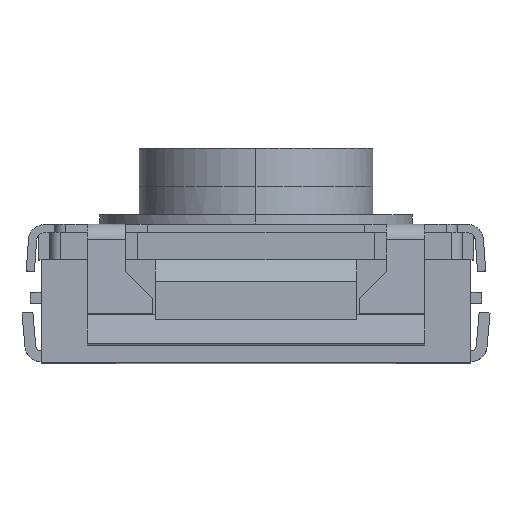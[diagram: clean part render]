
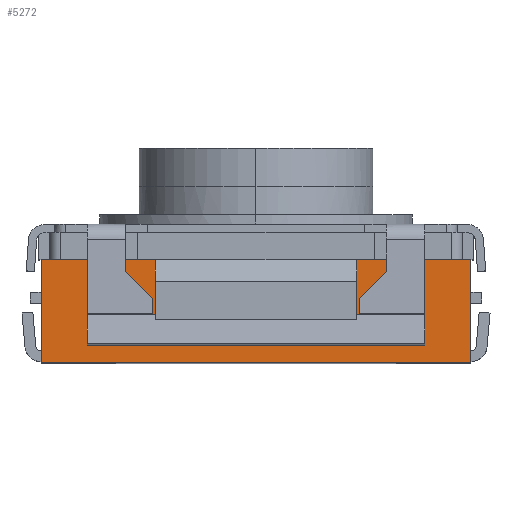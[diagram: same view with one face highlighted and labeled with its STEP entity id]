
A CAD part, top view. The second image highlights one B-rep face of the part: STEP entity #5272.
In plain terms, the highlighted planar face has unit normal (0, 0, 1).
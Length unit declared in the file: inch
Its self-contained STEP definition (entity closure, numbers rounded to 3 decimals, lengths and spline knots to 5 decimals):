
#100 = CARTESIAN_POINT ( 'NONE',  ( -0.12302, 0.0748, 0.14959 ) ) ;
#135 = VERTEX_POINT ( 'NONE', #5732 ) ;
#165 = CARTESIAN_POINT ( 'NONE',  ( -0.08563, 0.0748, 0.1496 ) ) ;
#319 = CARTESIAN_POINT ( 'NONE',  ( 0.07283, 0.0748, 0.14961 ) ) ;
#450 = VERTEX_POINT ( 'NONE', #4310 ) ;
#459 = CARTESIAN_POINT ( 'NONE',  ( -0.15551, 0.0748, 0.14961 ) ) ;
#619 = LINE ( 'NONE', #8521, #819 ) ;
#760 = ORIENTED_EDGE ( 'NONE', *, *, #1622, .F. ) ;
#819 = VECTOR ( 'NONE', #5838, 39.37008 ) ;
#849 = EDGE_CURVE ( 'NONE', #1257, #11218, #619, .T. ) ;
#921 = CARTESIAN_POINT ( 'NONE',  ( 0.08563, 0.0748, 0.1496 ) ) ;
#927 = LINE ( 'NONE', #2870, #4933 ) ;
#1077 = CARTESIAN_POINT ( 'NONE',  ( 0., 0.0748, 0.14961 ) ) ;
#1118 = VERTEX_POINT ( 'NONE', #8231 ) ;
#1186 = EDGE_LOOP ( 'NONE', ( #4816, #7339, #2056, #11239, #760, #10187, #10257, #4627, #3536, #8859, #5061, #7164 ) ) ;
#1257 = VERTEX_POINT ( 'NONE', #2792 ) ;
#1622 = EDGE_CURVE ( 'NONE', #450, #8944, #9455, .T. ) ;
#1752 = CARTESIAN_POINT ( 'NONE',  ( 0., 0.03543, 0.14961 ) ) ;
#1798 = CARTESIAN_POINT ( 'NONE',  ( -0.10432, 0.0748, 0.14959 ) ) ;
#1867 = VERTEX_POINT ( 'NONE', #2256 ) ;
#1924 = B_SPLINE_CURVE_WITH_KNOTS ( 'NONE', 3,
 ( #6312, #100, #1798, #165 ),
 .UNSPECIFIED., .F., .F.,
 ( 4, 4 ),
 ( 0., 1. ),
 .UNSPECIFIED. ) ;
#2056 = ORIENTED_EDGE ( 'NONE', *, *, #4068, .F. ) ;
#2256 = CARTESIAN_POINT ( 'NONE',  ( -0.14171, 0.0748, 0.14959 ) ) ;
#2403 = LINE ( 'NONE', #7788, #4120 ) ;
#2445 = DIRECTION ( 'NONE',  ( 0., 1., 0. ) ) ;
#2762 = B_SPLINE_CURVE_WITH_KNOTS ( 'NONE', 3,
 ( #921, #7950, #8875, #7301 ),
 .UNSPECIFIED., .F., .F.,
 ( 4, 4 ),
 ( 0., 1. ),
 .UNSPECIFIED. ) ;
#2781 = VERTEX_POINT ( 'NONE', #5623 ) ;
#2792 = CARTESIAN_POINT ( 'NONE',  ( -0.07283, 0.0748, 0.14961 ) ) ;
#2808 = LINE ( 'NONE', #7059, #9225 ) ;
#2870 = CARTESIAN_POINT ( 'NONE',  ( 0., 0.0748, 0.14961 ) ) ;
#2886 = VECTOR ( 'NONE', #9329, 39.37008 ) ;
#3103 = EDGE_CURVE ( 'NONE', #7840, #1257, #4079, .T. ) ;
#3301 = VERTEX_POINT ( 'NONE', #10605 ) ;
#3536 = ORIENTED_EDGE ( 'NONE', *, *, #11397, .F. ) ;
#4068 = EDGE_CURVE ( 'NONE', #1867, #7840, #1924, .T. ) ;
#4079 = LINE ( 'NONE', #8454, #2886 ) ;
#4103 = CARTESIAN_POINT ( 'NONE',  ( 0.15551, 0., 0.14961 ) ) ;
#4120 = VECTOR ( 'NONE', #6080, 39.37008 ) ;
#4310 = CARTESIAN_POINT ( 'NONE',  ( -0.15551, 0., 0.14961 ) ) ;
#4439 = EDGE_CURVE ( 'NONE', #3301, #4826, #2403, .T. ) ;
#4475 = CARTESIAN_POINT ( 'NONE',  ( -0.15551, 0.0748, 0.14961 ) ) ;
#4627 = ORIENTED_EDGE ( 'NONE', *, *, #11412, .F. ) ;
#4630 = DIRECTION ( 'NONE',  ( 1., 0., 0. ) ) ;
#4816 = ORIENTED_EDGE ( 'NONE', *, *, #849, .F. ) ;
#4826 = VERTEX_POINT ( 'NONE', #319 ) ;
#4933 = VECTOR ( 'NONE', #4630, 39.37008 ) ;
#4986 = CARTESIAN_POINT ( 'NONE',  ( 0., 0.0748, 0.14961 ) ) ;
#5061 = ORIENTED_EDGE ( 'NONE', *, *, #4439, .F. ) ;
#5114 = VECTOR ( 'NONE', #8894, 39.37008 ) ;
#5272 = ADVANCED_FACE ( 'NONE', ( #5742 ), #11044, .F. ) ;
#5350 = VECTOR ( 'NONE', #6410, 39.37008 ) ;
#5358 = EDGE_CURVE ( 'NONE', #9559, #450, #9043, .T. ) ;
#5442 = DIRECTION ( 'NONE',  ( 1., 0., 0. ) ) ;
#5623 = CARTESIAN_POINT ( 'NONE',  ( 0.15551, 0.0748, 0.14961 ) ) ;
#5683 = EDGE_CURVE ( 'NONE', #4826, #135, #10891, .T. ) ;
#5732 = CARTESIAN_POINT ( 'NONE',  ( 0.08563, 0.0748, 0.1496 ) ) ;
#5742 = FACE_OUTER_BOUND ( 'NONE', #1186, .T. ) ;
#5838 = DIRECTION ( 'NONE',  ( 0., -1., 0. ) ) ;
#5839 = CARTESIAN_POINT ( 'NONE',  ( -0.07283, 0.03543, 0.14961 ) ) ;
#6080 = DIRECTION ( 'NONE',  ( 0., 1., 0. ) ) ;
#6312 = CARTESIAN_POINT ( 'NONE',  ( -0.14171, 0.0748, 0.14959 ) ) ;
#6354 = DIRECTION ( 'NONE',  ( 0., -1., 0. ) ) ;
#6410 = DIRECTION ( 'NONE',  ( -1., 0., 0. ) ) ;
#7059 = CARTESIAN_POINT ( 'NONE',  ( 0.15551, 0.0748, 0.14961 ) ) ;
#7164 = ORIENTED_EDGE ( 'NONE', *, *, #10177, .F. ) ;
#7176 = CARTESIAN_POINT ( 'NONE',  ( 0., 0., 0.14961 ) ) ;
#7301 = CARTESIAN_POINT ( 'NONE',  ( 0.14171, 0.0748, 0.14959 ) ) ;
#7339 = ORIENTED_EDGE ( 'NONE', *, *, #3103, .F. ) ;
#7379 = VECTOR ( 'NONE', #9962, 39.37008 ) ;
#7788 = CARTESIAN_POINT ( 'NONE',  ( 0.07283, 0.0748, 0.14961 ) ) ;
#7840 = VERTEX_POINT ( 'NONE', #11400 ) ;
#7950 = CARTESIAN_POINT ( 'NONE',  ( 0.10432, 0.0748, 0.14959 ) ) ;
#8177 = CARTESIAN_POINT ( 'NONE',  ( 0., 0.0748, 0.14961 ) ) ;
#8231 = CARTESIAN_POINT ( 'NONE',  ( 0.14171, 0.0748, 0.14959 ) ) ;
#8449 = EDGE_CURVE ( 'NONE', #8944, #1867, #927, .T. ) ;
#8454 = CARTESIAN_POINT ( 'NONE',  ( 0., 0.0748, 0.14961 ) ) ;
#8521 = CARTESIAN_POINT ( 'NONE',  ( -0.07283, 0.0748, 0.14961 ) ) ;
#8534 = DIRECTION ( 'NONE',  ( 0., 0., -1. ) ) ;
#8684 = AXIS2_PLACEMENT_3D ( 'NONE', #4986, #8534, #9300 ) ;
#8859 = ORIENTED_EDGE ( 'NONE', *, *, #5683, .F. ) ;
#8875 = CARTESIAN_POINT ( 'NONE',  ( 0.12302, 0.0748, 0.14959 ) ) ;
#8894 = DIRECTION ( 'NONE',  ( 1., 0., 0. ) ) ;
#8925 = LINE ( 'NONE', #8177, #10863 ) ;
#8944 = VERTEX_POINT ( 'NONE', #4475 ) ;
#8951 = LINE ( 'NONE', #1752, #5114 ) ;
#9043 = LINE ( 'NONE', #7176, #5350 ) ;
#9225 = VECTOR ( 'NONE', #6354, 39.37008 ) ;
#9300 = DIRECTION ( 'NONE',  ( -1., 0., 0. ) ) ;
#9329 = DIRECTION ( 'NONE',  ( 1., 0., 0. ) ) ;
#9455 = LINE ( 'NONE', #459, #11237 ) ;
#9559 = VERTEX_POINT ( 'NONE', #4103 ) ;
#9962 = DIRECTION ( 'NONE',  ( 1., 0., 0. ) ) ;
#10177 = EDGE_CURVE ( 'NONE', #11218, #3301, #8951, .T. ) ;
#10187 = ORIENTED_EDGE ( 'NONE', *, *, #5358, .F. ) ;
#10257 = ORIENTED_EDGE ( 'NONE', *, *, #10738, .F. ) ;
#10605 = CARTESIAN_POINT ( 'NONE',  ( 0.07283, 0.03543, 0.14961 ) ) ;
#10738 = EDGE_CURVE ( 'NONE', #2781, #9559, #2808, .T. ) ;
#10863 = VECTOR ( 'NONE', #5442, 39.37008 ) ;
#10891 = LINE ( 'NONE', #1077, #7379 ) ;
#11044 = PLANE ( 'NONE',  #8684 ) ;
#11218 = VERTEX_POINT ( 'NONE', #5839 ) ;
#11237 = VECTOR ( 'NONE', #2445, 39.37008 ) ;
#11239 = ORIENTED_EDGE ( 'NONE', *, *, #8449, .F. ) ;
#11397 = EDGE_CURVE ( 'NONE', #135, #1118, #2762, .T. ) ;
#11400 = CARTESIAN_POINT ( 'NONE',  ( -0.08563, 0.0748, 0.1496 ) ) ;
#11412 = EDGE_CURVE ( 'NONE', #1118, #2781, #8925, .T. ) ;
